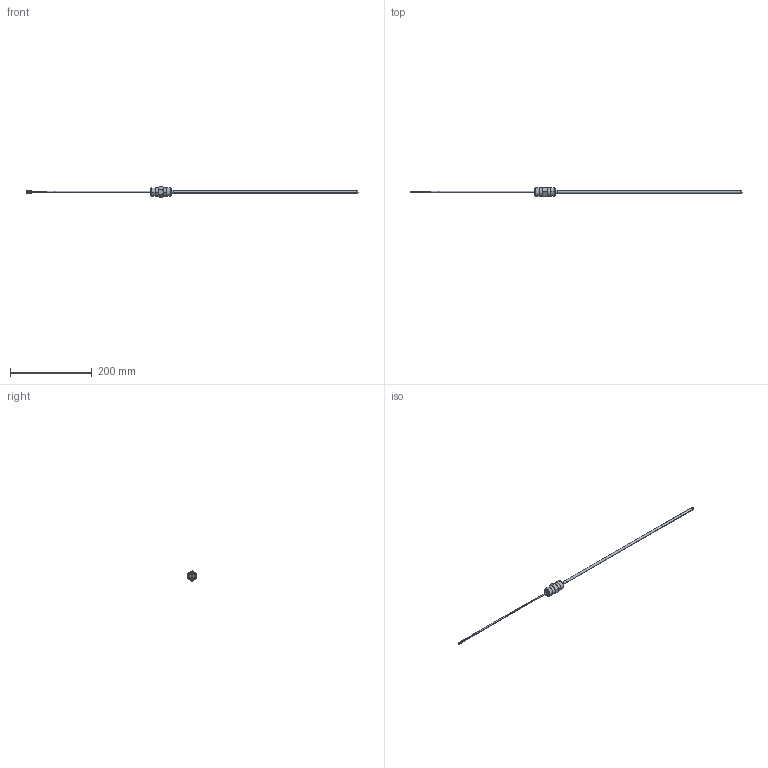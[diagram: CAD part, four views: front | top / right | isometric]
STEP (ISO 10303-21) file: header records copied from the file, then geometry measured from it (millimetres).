
FILE_DESCRIPTION (( 'STEP AP214' ), '1' );
FILE_NAME ('NTC10K3-H18L01-01.STEP', '2024-04-24T18:23:42', ( '' ), ( '' ), 'SwSTEP 2.0', 'SolidWorks 2021', '' );
FILE_SCHEMA (( 'AUTOMOTIVE_DESIGN' ));
Length unit declared in the file: inch
Products named in the file (1): NTC10K3-H18L01-01
Bounding box: 812.8 x 22.23 x 25.66 mm (x, y, z)
Volume: 20910.4 mm3; surface area: 26149.8 mm2
Topology: 2 solids, 3 shells, 73 faces, 158 edges, 102 vertices
Faces by surface type: plane 23, cylinder 20, cone 18, bspline 12
Entity records: 2525 total; most frequent: CARTESIAN_POINT 954, ORIENTED_EDGE 312, DIRECTION 304, EDGE_CURVE 156, AXIS2_PLACEMENT_3D 130, VERTEX_POINT 102, EDGE_LOOP 86, ADVANCED_FACE 73
